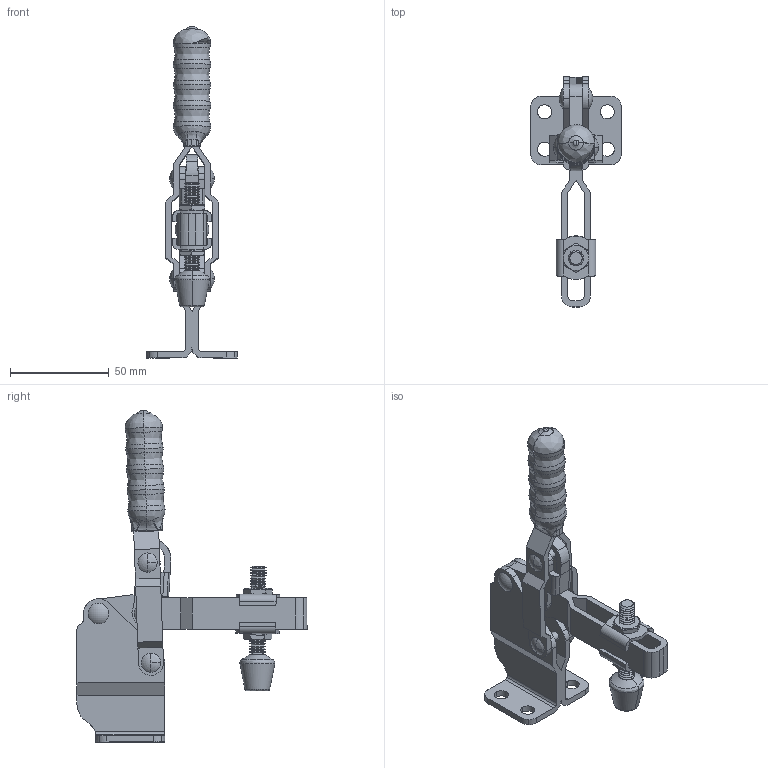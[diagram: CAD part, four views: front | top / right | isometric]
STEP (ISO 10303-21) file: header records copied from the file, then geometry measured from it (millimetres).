
FILE_DESCRIPTION((''),' ');
FILE_NAME('GH-12130-HB.stp',' ',('stephen'),('BIB design'),' ','ACIS 14.0',' ');
FILE_SCHEMA(('automotive_design'));
Length unit declared in the file: inch
Products named in the file (15): Part_831; Part_832; Part_833; Part_834; Part_7320; Part_71255; Part_71256; Part_69540; Part_28494; Part_44877; Part_45252; Part_55624; Part_55625; Part_58211; Part_58829
Bounding box: 46 x 116.65 x 168.38 mm (x, y, z)
Volume: 66288.6 mm3; surface area: 43498.7 mm2
Topology: 15 solids, 15 shells, 648 faces, 1862 edges, 1216 vertices
Faces by surface type: revolution 328, bspline 134, plane 126, cylinder 42, torus 16, sphere 2
Entity records: 57910 total; most frequent: CARTESIAN_POINT 20987, PRESENTATION_STYLE_ASSIGNMENT 4190, COLOUR_RGB 4190, STYLED_ITEM 3700, ORIENTED_EDGE 3646, DIRECTION 2362, CURVE_STYLE 2313, EDGE_CURVE 1823
